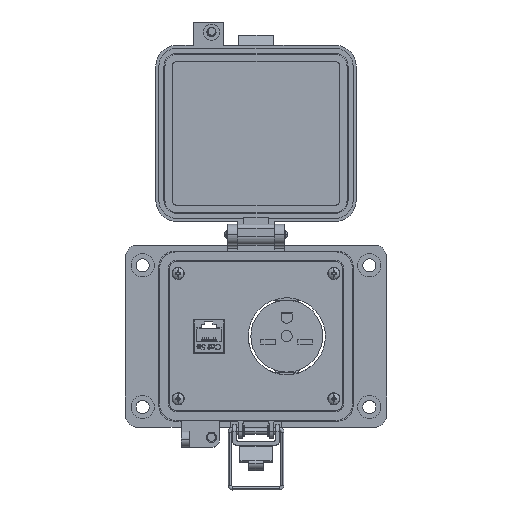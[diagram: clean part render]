
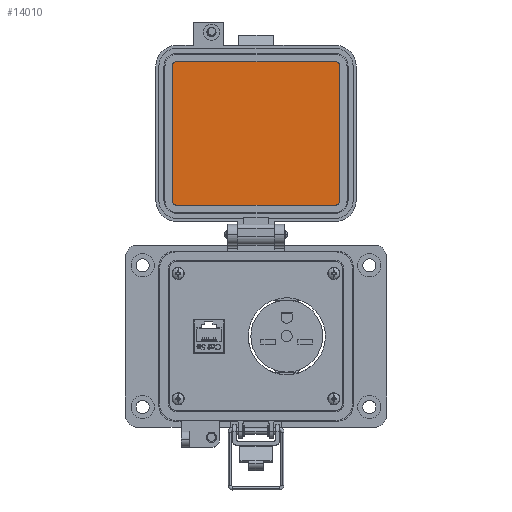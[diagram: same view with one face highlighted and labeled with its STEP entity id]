
A CAD part, top view. The second image highlights one B-rep face of the part: STEP entity #14010.
In plain terms, the highlighted planar face has unit normal (0, 0, 1).
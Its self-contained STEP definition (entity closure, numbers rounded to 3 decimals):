
#926 = CARTESIAN_POINT ( 'NONE',  ( 39.871, 130.108, 19.202 ) ) ;
#1016 = CARTESIAN_POINT ( 'NONE',  ( 38.212, 93.196, 19.202 ) ) ;
#1215 = DIRECTION ( 'NONE',  ( -1., 0., 0. ) ) ;
#2342 = EDGE_CURVE ( 'NONE', #29553, #56476, #46170, .T. ) ;
#5726 = FACE_OUTER_BOUND ( 'NONE', #39175, .T. ) ;
#5775 = VERTEX_POINT ( 'NONE', #27761 ) ;
#6066 = ORIENTED_EDGE ( 'NONE', *, *, #2342, .F. ) ;
#7654 = DIRECTION ( 'NONE',  ( -1., 0., 0. ) ) ;
#7956 = LINE ( 'NONE', #30518, #18573 ) ;
#10164 = DIRECTION ( 'NONE',  ( 0., -1., 0. ) ) ;
#10726 = VERTEX_POINT ( 'NONE', #40772 ) ;
#11682 = CARTESIAN_POINT ( 'NONE',  ( -42.469, 128.688, 19.202 ) ) ;
#11838 = CARTESIAN_POINT ( 'NONE',  ( -42.469, 126.389, 19.202 ) ) ;
#13235 = CARTESIAN_POINT ( 'NONE',  ( 38.212, 60.004, 19.202 ) ) ;
#13689 = CIRCLE ( 'NONE', #23335, 2.299 ) ;
#14010 = ADVANCED_FACE ( 'NONE', ( #5726 ), #51453, .T. ) ;
#14307 = DIRECTION ( 'NONE',  ( 1., 0., 0. ) ) ;
#14641 = CARTESIAN_POINT ( 'NONE',  ( 35.912, 60.004, 19.202 ) ) ;
#15563 = ORIENTED_EDGE ( 'NONE', *, *, #40200, .F. ) ;
#15765 = EDGE_CURVE ( 'NONE', #58028, #23544, #59448, .T. ) ;
#15799 = CARTESIAN_POINT ( 'NONE',  ( 35.912, 126.389, 19.202 ) ) ;
#17343 = EDGE_CURVE ( 'NONE', #5775, #10726, #21834, .T. ) ;
#18086 = CARTESIAN_POINT ( 'NONE',  ( -42.469, 57.705, 19.202 ) ) ;
#18489 = EDGE_CURVE ( 'NONE', #10726, #58028, #22298, .T. ) ;
#18573 = VECTOR ( 'NONE', #7654, 1000. ) ;
#19996 = CIRCLE ( 'NONE', #45058, 2.299 ) ;
#21088 = ORIENTED_EDGE ( 'NONE', *, *, #15765, .F. ) ;
#21306 = VECTOR ( 'NONE', #14307, 1000. ) ;
#21834 = LINE ( 'NONE', #45916, #30013 ) ;
#22298 = CIRCLE ( 'NONE', #42496, 2.299 ) ;
#22612 = CARTESIAN_POINT ( 'NONE',  ( -42.469, 60.004, 19.202 ) ) ;
#23217 = CIRCLE ( 'NONE', #56806, 2.299 ) ;
#23335 = AXIS2_PLACEMENT_3D ( 'NONE', #22612, #40699, #41003 ) ;
#23544 = VERTEX_POINT ( 'NONE', #25399 ) ;
#25117 = DIRECTION ( 'NONE',  ( 0., 0., -1. ) ) ;
#25399 = CARTESIAN_POINT ( 'NONE',  ( 35.912, 128.688, 19.202 ) ) ;
#27761 = CARTESIAN_POINT ( 'NONE',  ( -44.769, 60.004, 19.202 ) ) ;
#28570 = DIRECTION ( 'NONE',  ( 0., 0., 1. ) ) ;
#28601 = EDGE_CURVE ( 'NONE', #51850, #58874, #7956, .T. ) ;
#29553 = VERTEX_POINT ( 'NONE', #48543 ) ;
#30013 = VECTOR ( 'NONE', #58808, 1000. ) ;
#30203 = DIRECTION ( 'NONE',  ( 0., 0., -1. ) ) ;
#30518 = CARTESIAN_POINT ( 'NONE',  ( -3.279, 57.705, 19.202 ) ) ;
#33013 = DIRECTION ( 'NONE',  ( 0., 0., -1. ) ) ;
#33193 = ORIENTED_EDGE ( 'NONE', *, *, #18489, .F. ) ;
#35600 = ORIENTED_EDGE ( 'NONE', *, *, #48353, .F. ) ;
#37225 = CARTESIAN_POINT ( 'NONE',  ( -3.279, 128.688, 19.202 ) ) ;
#37444 = DIRECTION ( 'NONE',  ( 0., -1., 0. ) ) ;
#38511 = AXIS2_PLACEMENT_3D ( 'NONE', #926, #28570, #1215 ) ;
#39175 = EDGE_LOOP ( 'NONE', ( #45623, #6066, #35600, #21088, #33193, #55491, #15563, #51648 ) ) ;
#40200 = EDGE_CURVE ( 'NONE', #58874, #5775, #13689, .T. ) ;
#40699 = DIRECTION ( 'NONE',  ( 0., 0., -1. ) ) ;
#40772 = CARTESIAN_POINT ( 'NONE',  ( -44.769, 126.389, 19.202 ) ) ;
#41003 = DIRECTION ( 'NONE',  ( 1., 0., 0. ) ) ;
#42496 = AXIS2_PLACEMENT_3D ( 'NONE', #11838, #30203, #43164 ) ;
#42729 = VECTOR ( 'NONE', #37444, 1000. ) ;
#43164 = DIRECTION ( 'NONE',  ( 0., -1., 0. ) ) ;
#45058 = AXIS2_PLACEMENT_3D ( 'NONE', #14641, #33013, #10164 ) ;
#45623 = ORIENTED_EDGE ( 'NONE', *, *, #54462, .F. ) ;
#45916 = CARTESIAN_POINT ( 'NONE',  ( -44.769, 93.196, 19.202 ) ) ;
#46170 = LINE ( 'NONE', #1016, #42729 ) ;
#48353 = EDGE_CURVE ( 'NONE', #23544, #29553, #23217, .T. ) ;
#48543 = CARTESIAN_POINT ( 'NONE',  ( 38.212, 126.389, 19.202 ) ) ;
#51453 = PLANE ( 'NONE',  #38511 ) ;
#51648 = ORIENTED_EDGE ( 'NONE', *, *, #28601, .F. ) ;
#51850 = VERTEX_POINT ( 'NONE', #58451 ) ;
#52794 = DIRECTION ( 'NONE',  ( 1., 0., 0. ) ) ;
#54462 = EDGE_CURVE ( 'NONE', #56476, #51850, #19996, .T. ) ;
#55491 = ORIENTED_EDGE ( 'NONE', *, *, #17343, .F. ) ;
#56476 = VERTEX_POINT ( 'NONE', #13235 ) ;
#56806 = AXIS2_PLACEMENT_3D ( 'NONE', #15799, #25117, #52794 ) ;
#58028 = VERTEX_POINT ( 'NONE', #11682 ) ;
#58451 = CARTESIAN_POINT ( 'NONE',  ( 35.912, 57.705, 19.202 ) ) ;
#58808 = DIRECTION ( 'NONE',  ( 0., 1., 0. ) ) ;
#58874 = VERTEX_POINT ( 'NONE', #18086 ) ;
#59448 = LINE ( 'NONE', #37225, #21306 ) ;
